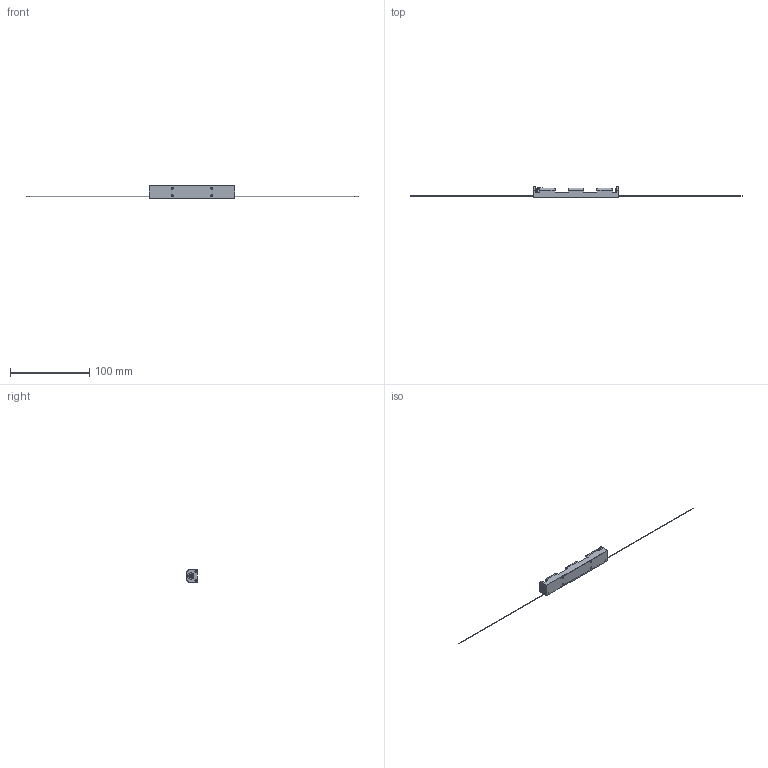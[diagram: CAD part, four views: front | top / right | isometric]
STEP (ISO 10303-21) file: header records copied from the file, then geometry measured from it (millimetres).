
FILE_DESCRIPTION (( 'STEP AP214' ), '1' );
FILE_NAME ('BC12AAW.STEP', '2019-11-22T06:18:41', ( '' ), ( '' ), 'SwSTEP 2.0', 'SolidWorks 2016', '' );
FILE_SCHEMA (( 'AUTOMOTIVE_DESIGN' ));
Length unit declared in the file: millimetre
Products named in the file (1): BC12AAW
Bounding box: 417.8 x 13.7 x 16.2 mm (x, y, z)
Volume: 4738.1 mm3; surface area: 10432.1 mm2
Topology: 7 solids, 7 shells, 279 faces, 672 edges, 413 vertices
Faces by surface type: cylinder 124, plane 77, torus 50, bspline 28
Entity records: 11401 total; most frequent: CARTESIAN_POINT 4752, DIRECTION 1446, ORIENTED_EDGE 1340, EDGE_CURVE 670, AXIS2_PLACEMENT_3D 594, VERTEX_POINT 412, CIRCLE 343, EDGE_LOOP 308
